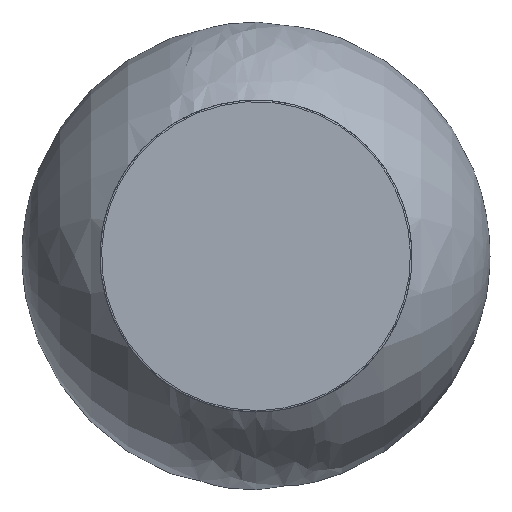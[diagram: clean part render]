
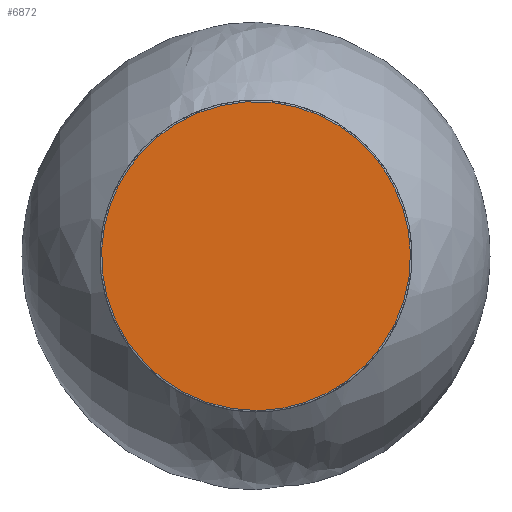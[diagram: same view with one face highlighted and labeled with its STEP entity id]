
A CAD part, front view. The second image highlights one B-rep face of the part: STEP entity #6872.
In plain terms, the highlighted free-form (B-spline) face has degree [1, 1] with [2, 2] control points.
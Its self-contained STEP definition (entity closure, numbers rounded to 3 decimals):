
#6872 = ADVANCED_FACE('',(#6873),#6887,.T.);
#6873 = FACE_BOUND('',#6874,.T.);
#6874 = EDGE_LOOP('',(#6875));
#6875 = ORIENTED_EDGE('',*,*,#6876,.F.);
#6876 = EDGE_CURVE('',#6877,#6877,#6879,.T.);
#6877 = VERTEX_POINT('',#6878);
#6878 = CARTESIAN_POINT('',(0.,-28.21,
    -19.948));
#6879 = ( BOUNDED_CURVE() B_SPLINE_CURVE(2,(#6880,#6881,#6882,#6883,
#6884,#6885,#6886),.UNSPECIFIED.,.T.,.F.) B_SPLINE_CURVE_WITH_KNOTS((3,2
    ,2,3),(1.571,3.665,5.76,7.854),
.PIECEWISE_BEZIER_KNOTS.) CURVE() GEOMETRIC_REPRESENTATION_ITEM() 
RATIONAL_B_SPLINE_CURVE((1.,0.5,1.,0.5,1.,0.5,1.)) REPRESENTATION_ITEM(
  '') );
#6880 = CARTESIAN_POINT('',(0.,-28.21,
    -19.948));
#6881 = CARTESIAN_POINT('',(-34.551,-28.21,
    -19.948));
#6882 = CARTESIAN_POINT('',(-17.276,-28.21,
    9.974));
#6883 = CARTESIAN_POINT('',(0.,-28.21,
    39.896));
#6884 = CARTESIAN_POINT('',(17.276,-28.21,
    9.974));
#6885 = CARTESIAN_POINT('',(34.551,-28.21,
    -19.948));
#6886 = CARTESIAN_POINT('',(0.,-28.21,
    -19.948));
#6887 = B_SPLINE_SURFACE_WITH_KNOTS('',1,1,(
    (#6888,#6889)
    ,(#6890,#6891
    )),.UNSPECIFIED.,.F.,.F.,.F.,(2,2),(2,2),(0.,39.6),(-19.8,19.8),
  .PIECEWISE_BEZIER_KNOTS.);
#6888 = CARTESIAN_POINT('',(-19.948,-28.21,
    19.948));
#6889 = CARTESIAN_POINT('',(19.948,-28.21,
    19.948));
#6890 = CARTESIAN_POINT('',(-19.948,-28.21,
    -19.948));
#6891 = CARTESIAN_POINT('',(19.948,-28.21,
    -19.948));
